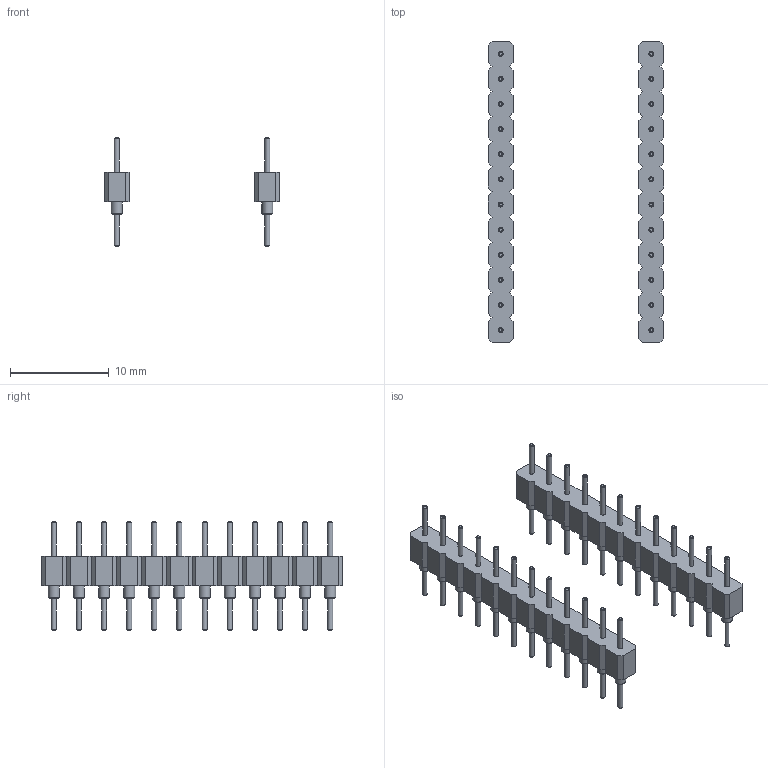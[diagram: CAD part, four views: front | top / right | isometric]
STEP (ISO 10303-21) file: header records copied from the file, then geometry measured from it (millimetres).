
FILE_DESCRIPTION(/* description */ (''),/* implementation_level */ '2;1');
FILE_NAME(/* name */ 'Precision pin header.step',/* time_stamp */ '2023-02-20T16:28:37+01:00',/* author */ (''),/* organization */ (''),/* preprocessor_version */ 'ST-DEVELOPER v19.2',/* originating_system */ 'Autodesk Translation Framework v11.17.0.187',/* authorisation */ '');
FILE_SCHEMA (('AUTOMOTIVE_DESIGN { 1 0 10303 214 3 1 1 }'));
Length unit declared in the file: millimetre
Products named in the file (1): Precision pin header
Bounding box: 17.78 x 30.48 x 11 mm (x, y, z)
Volume: 502 mm3; surface area: 1078.9 mm2
Topology: 2 solids, 2 shells, 368 faces, 804 edges, 512 vertices
Faces by surface type: plane 224, cone 72, cylinder 72
Full cylindrical faces by diameter (mm): 0.5 x48, 1.1 x24
Entity records: 10382 total; most frequent: DIRECTION 1758, CARTESIAN_POINT 1685, ORIENTED_EDGE 1608, EDGE_CURVE 804, LINE 588, VECTOR 588, AXIS2_PLACEMENT_3D 585, VERTEX_POINT 512
